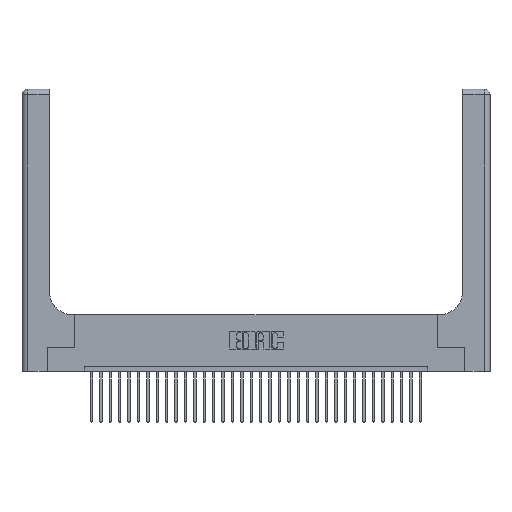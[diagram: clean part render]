
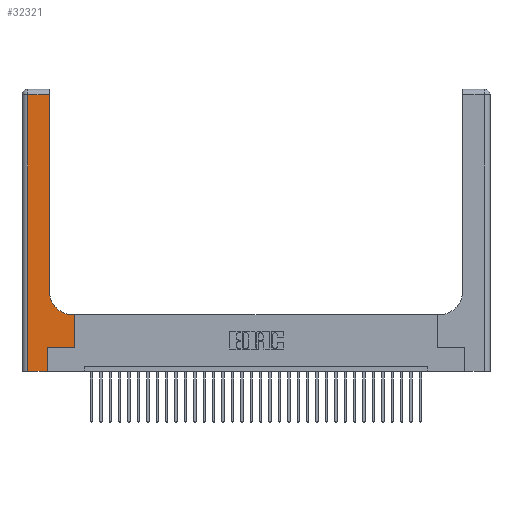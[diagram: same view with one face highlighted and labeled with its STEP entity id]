
A CAD part, top view. The second image highlights one B-rep face of the part: STEP entity #32321.
In plain terms, the highlighted planar face has unit normal (0, 0, 1).
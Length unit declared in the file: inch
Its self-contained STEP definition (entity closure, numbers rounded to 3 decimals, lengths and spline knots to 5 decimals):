
#791 = VERTEX_POINT ( 'NONE', #24797 ) ;
#828 = VECTOR ( 'NONE', #26445, 39.37008 ) ;
#942 = CIRCLE ( 'NONE', #9321, 0.25 ) ;
#1123 = PLANE ( 'NONE',  #32300 ) ;
#1156 = ORIENTED_EDGE ( 'NONE', *, *, #6874, .T. ) ;
#1757 = CARTESIAN_POINT ( 'NONE',  ( 0., 0., 0.37 ) ) ;
#2562 = EDGE_CURVE ( 'NONE', #791, #32697, #12463, .T. ) ;
#5243 = ORIENTED_EDGE ( 'NONE', *, *, #22712, .T. ) ;
#5244 = CARTESIAN_POINT ( 'NONE',  ( 0.5415, 0.6, 0.37 ) ) ;
#5357 = DIRECTION ( 'NONE',  ( 0., 1., 0. ) ) ;
#5630 = CARTESIAN_POINT ( 'NONE',  ( 0.269, 0., 0.37 ) ) ;
#5783 = VERTEX_POINT ( 'NONE', #5244 ) ;
#6765 = EDGE_CURVE ( 'NONE', #15692, #22929, #10985, .T. ) ;
#6856 = CARTESIAN_POINT ( 'NONE',  ( 0.06, 2.94, 0.37 ) ) ;
#6874 = EDGE_CURVE ( 'NONE', #5783, #7567, #942, .T. ) ;
#7006 = ORIENTED_EDGE ( 'NONE', *, *, #2562, .T. ) ;
#7218 = CARTESIAN_POINT ( 'NONE',  ( 0.2915, 0.6, 0.37 ) ) ;
#7567 = VERTEX_POINT ( 'NONE', #32060 ) ;
#8280 = DIRECTION ( 'NONE',  ( -1., 0., 0. ) ) ;
#8704 = VECTOR ( 'NONE', #24765, 39.37008 ) ;
#9059 = LINE ( 'NONE', #16110, #28607 ) ;
#9268 = ORIENTED_EDGE ( 'NONE', *, *, #10092, .T. ) ;
#9321 = AXIS2_PLACEMENT_3D ( 'NONE', #24814, #11735, #9505 ) ;
#9505 = DIRECTION ( 'NONE',  ( 1., 0., 0. ) ) ;
#9780 = CARTESIAN_POINT ( 'NONE',  ( 0.2915, 3., 0.37 ) ) ;
#9855 = CARTESIAN_POINT ( 'NONE',  ( 0.06, 3., 0.37 ) ) ;
#10092 = EDGE_CURVE ( 'NONE', #22929, #17497, #29545, .T. ) ;
#10116 = EDGE_CURVE ( 'NONE', #32697, #5783, #28719, .T. ) ;
#10985 = LINE ( 'NONE', #9855, #12197 ) ;
#11016 = FACE_OUTER_BOUND ( 'NONE', #28215, .T. ) ;
#11735 = DIRECTION ( 'NONE',  ( 0., 0., -1. ) ) ;
#12197 = VECTOR ( 'NONE', #32882, 39.37008 ) ;
#12253 = ORIENTED_EDGE ( 'NONE', *, *, #21125, .T. ) ;
#12400 = ORIENTED_EDGE ( 'NONE', *, *, #19459, .T. ) ;
#12463 = LINE ( 'NONE', #31073, #21605 ) ;
#12490 = VECTOR ( 'NONE', #8280, 39.37008 ) ;
#14203 = EDGE_CURVE ( 'NONE', #17134, #15692, #29652, .T. ) ;
#15692 = VERTEX_POINT ( 'NONE', #6856 ) ;
#16110 = CARTESIAN_POINT ( 'NONE',  ( 0.269, 0.25, 0.37 ) ) ;
#17002 = VERTEX_POINT ( 'NONE', #19809 ) ;
#17134 = VERTEX_POINT ( 'NONE', #19952 ) ;
#17274 = DIRECTION ( 'NONE',  ( -1., 0., 0. ) ) ;
#17497 = VERTEX_POINT ( 'NONE', #5630 ) ;
#18994 = DIRECTION ( 'NONE',  ( -1., 0., 0. ) ) ;
#19160 = VECTOR ( 'NONE', #17274, 39.37008 ) ;
#19340 = DIRECTION ( 'NONE',  ( 0., 0., -1. ) ) ;
#19459 = EDGE_CURVE ( 'NONE', #7567, #17134, #29091, .T. ) ;
#19809 = CARTESIAN_POINT ( 'NONE',  ( 0.269, 0.25, 0.37 ) ) ;
#19952 = CARTESIAN_POINT ( 'NONE',  ( 0.2915, 2.94, 0.37 ) ) ;
#20229 = ORIENTED_EDGE ( 'NONE', *, *, #14203, .T. ) ;
#20616 = CARTESIAN_POINT ( 'NONE',  ( 0.5585, 0.6, 0.37 ) ) ;
#21125 = EDGE_CURVE ( 'NONE', #17002, #791, #9059, .T. ) ;
#21605 = VECTOR ( 'NONE', #5357, 39.37008 ) ;
#22712 = EDGE_CURVE ( 'NONE', #17497, #17002, #32438, .T. ) ;
#22929 = VERTEX_POINT ( 'NONE', #23884 ) ;
#23884 = CARTESIAN_POINT ( 'NONE',  ( 0.06, 0., 0.37 ) ) ;
#24765 = DIRECTION ( 'NONE',  ( 0., 1., 0. ) ) ;
#24797 = CARTESIAN_POINT ( 'NONE',  ( 0.5585, 0.25, 0.37 ) ) ;
#24814 = CARTESIAN_POINT ( 'NONE',  ( 0.5415, 0.85, 0.37 ) ) ;
#24897 = DIRECTION ( 'NONE',  ( 1., 0., 0. ) ) ;
#26445 = DIRECTION ( 'NONE',  ( 0., 1., 0. ) ) ;
#26888 = DIRECTION ( 'NONE',  ( 1., 0., 0. ) ) ;
#27155 = CARTESIAN_POINT ( 'NONE',  ( 0., 3., 0.37 ) ) ;
#28215 = EDGE_LOOP ( 'NONE', ( #12400, #20229, #29236, #9268, #5243, #12253, #7006, #29573, #1156 ) ) ;
#28537 = CARTESIAN_POINT ( 'NONE',  ( 0.269, 0., 0.37 ) ) ;
#28607 = VECTOR ( 'NONE', #26888, 39.37008 ) ;
#28719 = LINE ( 'NONE', #7218, #19160 ) ;
#29091 = LINE ( 'NONE', #9780, #8704 ) ;
#29236 = ORIENTED_EDGE ( 'NONE', *, *, #6765, .T. ) ;
#29545 = LINE ( 'NONE', #1757, #32762 ) ;
#29573 = ORIENTED_EDGE ( 'NONE', *, *, #10116, .T. ) ;
#29652 = LINE ( 'NONE', #29907, #12490 ) ;
#29907 = CARTESIAN_POINT ( 'NONE',  ( 0., 2.94, 0.37 ) ) ;
#31073 = CARTESIAN_POINT ( 'NONE',  ( 0.5585, 0.25, 0.37 ) ) ;
#32060 = CARTESIAN_POINT ( 'NONE',  ( 0.2915, 0.85, 0.37 ) ) ;
#32300 = AXIS2_PLACEMENT_3D ( 'NONE', #27155, #19340, #18994 ) ;
#32321 = ADVANCED_FACE ( 'NONE', ( #11016 ), #1123, .F. ) ;
#32438 = LINE ( 'NONE', #28537, #828 ) ;
#32697 = VERTEX_POINT ( 'NONE', #20616 ) ;
#32762 = VECTOR ( 'NONE', #24897, 39.37008 ) ;
#32882 = DIRECTION ( 'NONE',  ( 0., -1., 0. ) ) ;
